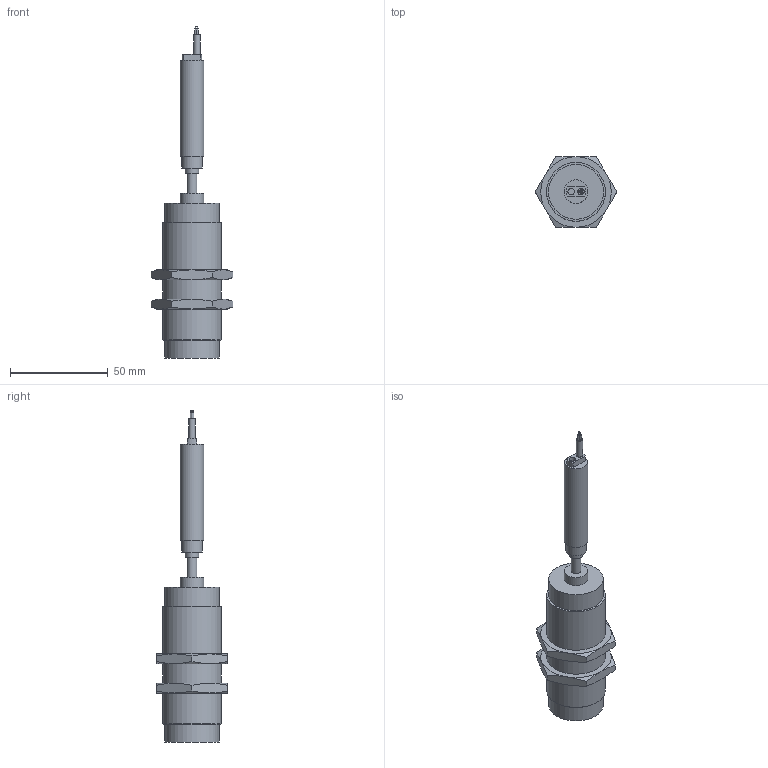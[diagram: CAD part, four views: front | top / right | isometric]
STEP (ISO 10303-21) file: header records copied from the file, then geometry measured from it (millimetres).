
FILE_DESCRIPTION (( 'STEP AP214' ), '1' );
FILE_NAME ('DW-HD-611-M30-411.STEP', '2022-09-06T16:23:06', ( '' ), ( '' ), 'SwSTEP 2.0', 'SolidWorks 2021', '' );
FILE_SCHEMA (( 'AUTOMOTIVE_DESIGN' ));
Length unit declared in the file: inch
Products named in the file (1): DW-HD-611-M30-411
Bounding box: 41.57 x 36 x 169.5 mm (x, y, z)
Volume: 65167.6 mm3; surface area: 13436.1 mm2
Topology: 1 solids, 1 shells, 81 faces, 152 edges, 93 vertices
Faces by surface type: plane 36, cone 25, cylinder 20
Full cylindrical faces by diameter (mm): 0.4 x3, 1 x3, 3.3 x2, 5 x1, 7 x1, 10.5 x1, 12 x2, 27.7 x1, 28 x1, 30 x3
Entity records: 2100 total; most frequent: CARTESIAN_POINT 548, DIRECTION 314, ORIENTED_EDGE 266, AXIS2_PLACEMENT_3D 147, EDGE_CURVE 133, EDGE_LOOP 120, FACE_OUTER_BOUND 99, VERTEX_POINT 93
